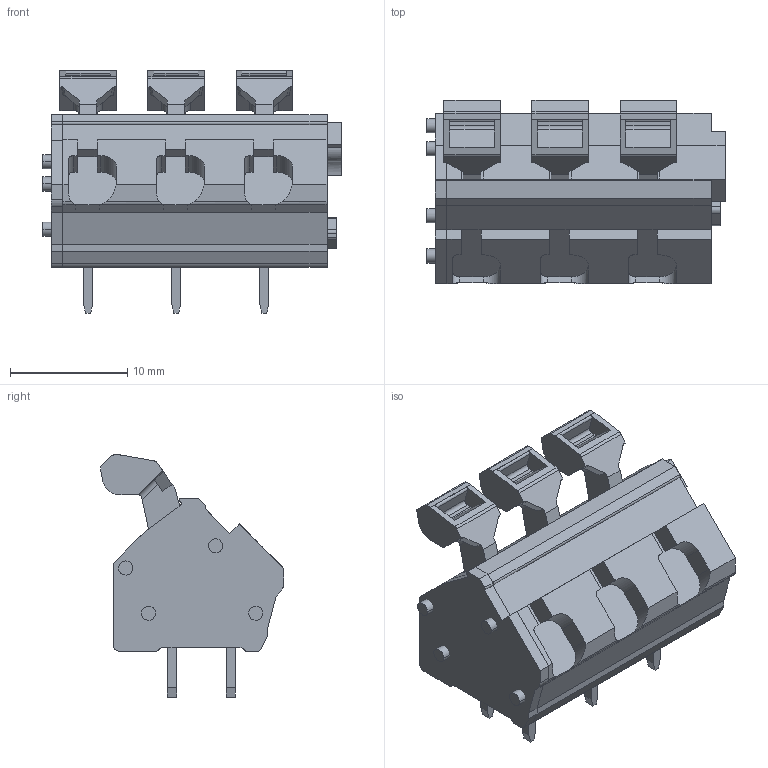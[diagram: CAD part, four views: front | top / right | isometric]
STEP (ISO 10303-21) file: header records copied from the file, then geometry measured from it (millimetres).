
FILE_DESCRIPTION(('CATIA V5 STEP Exchange','CAx-IF Rec.Pracs.--- Model Styling and Organization---1.4--- 2014-01-23'),'2;1');
FILE_NAME ('D1460246_1', '2022-09-14T05:29:53+00:00', ('none'), ('Weidmueller'), 'CATIA Version 5-6 Release 2016 SP3 HF44', 'CATIA V5 STEP AP214', 'none');
FILE_SCHEMA(('AUTOMOTIVE_DESIGN { 1 0 10303 214 1 1 1 1 }'));
Length unit declared in the file: millimetre
Products named in the file (1): 1953020000
Bounding box: 25.4 x 15.6 x 20.64 mm (x, y, z)
Volume: 3481.1 mm3; surface area: 2414.5 mm2
Topology: 11 solids, 11 shells, 359 faces, 972 edges, 644 vertices
Faces by surface type: plane 269, cylinder 90
Entity records: 11286 total; most frequent: CARTESIAN_POINT 2253, ORIENTED_EDGE 1944, DIRECTION 1511, EDGE_CURVE 972, VECTOR 789, LINE 789, VERTEX_POINT 644, AXIS2_PLACEMENT_3D 429
